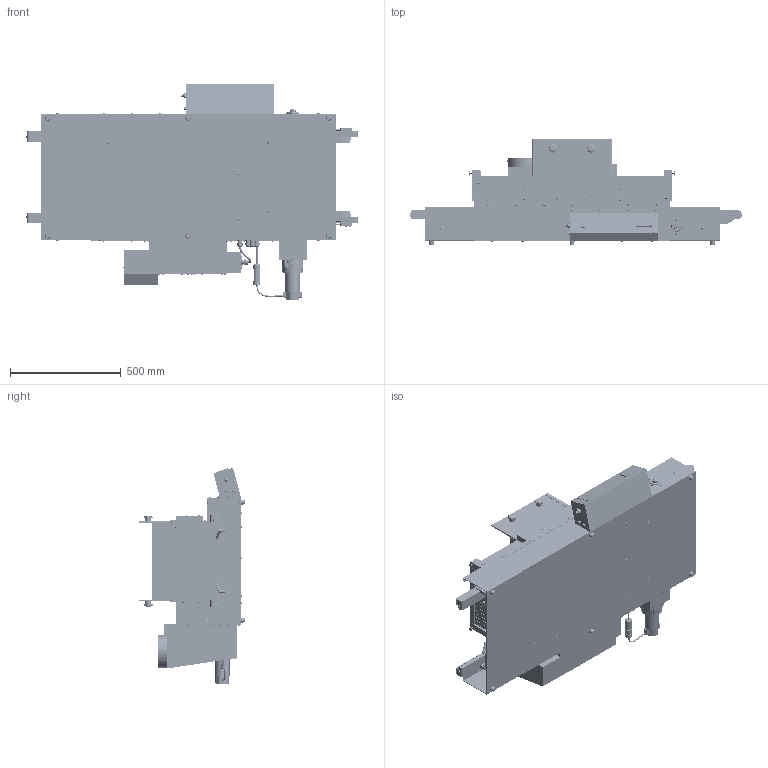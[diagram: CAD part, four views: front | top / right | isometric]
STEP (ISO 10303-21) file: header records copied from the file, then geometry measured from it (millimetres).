
FILE_DESCRIPTION (( 'STEP AP203' ), '1' );
FILE_NAME ('CD-EDGE CARRY CONVEYOR.STEP', '2018-03-05T15:32:24', ( '' ), ( '' ), 'SwSTEP 2.0', 'SolidWorks 2017', '' );
FILE_SCHEMA (( 'CONFIG_CONTROL_DESIGN' ));
Products named in the file (1): CD-EDGE CARRY CONVEYOR
Bounding box: 1501.1 x 475.01 x 975.4 mm (x, y, z)
Volume: 168244833.5 mm3; surface area: 4484652.4 mm2
Topology: 1 solids, 53 shells, 7458 faces, 18939 edges, 12191 vertices
Faces by surface type: plane 4881, cylinder 1493, bspline 536, cone 224, torus 198, sphere 126
Full cylindrical faces by diameter (mm): 3.273 x3, 3.6 x62, 3.893 x2, 4 x4, 4.2 x10, 4.374 x2, 4.425 x1, 4.826 x6, 5 x18, 5.4 x4, 5.6 x13, 6 x6, 6.35 x5, 6.508 x4, 6.604 x2, 7.144 x1, 7.62 x1, 8 x14, 8.001 x4, 8.75 x2, 9.5 x84, 9.525 x4, 9.652 x1, 11.05 x2, 12 x6, 12.446 x2, 12.649 x2, 12.7 x1, 12.954 x4, 13.487 x2
Entity records: 254840 total; most frequent: CARTESIAN_POINT 80560, ORIENTED_EDGE 36358, DIRECTION 34717, EDGE_CURVE 18179, AXIS2_PLACEMENT_3D 12010, VERTEX_POINT 11959, VECTOR 10697, LINE 10697
